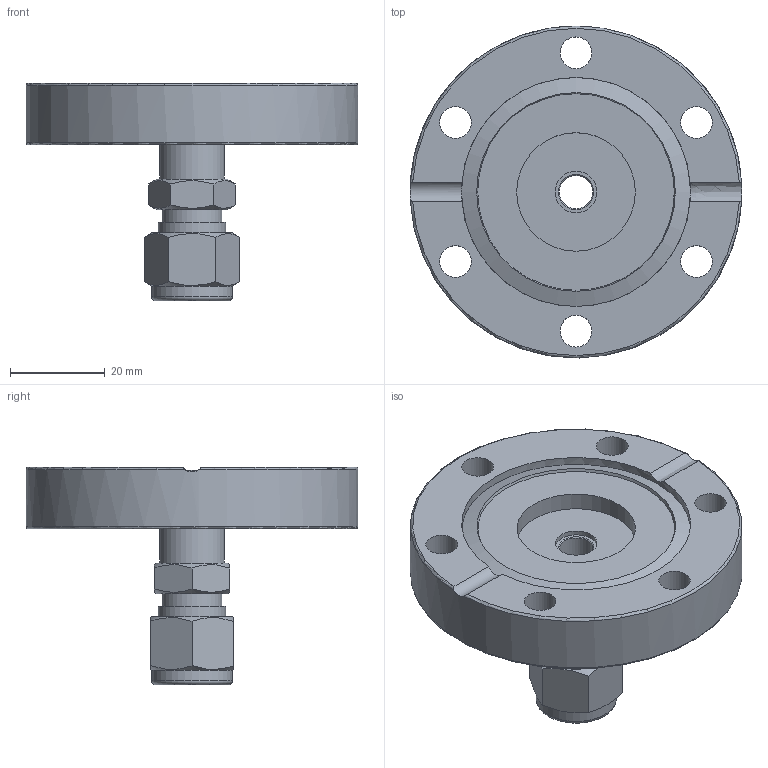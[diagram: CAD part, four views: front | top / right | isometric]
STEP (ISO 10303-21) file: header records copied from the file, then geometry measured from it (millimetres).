
FILE_DESCRIPTION((''),'2;1');
FILE_NAME('F35SWA9-304.stp','2009-04-15T14:55:52',('hasers'),(''),'Autodesk Inventor 2008','Autodesk Inventor 2008','');
FILE_SCHEMA(('AUTOMOTIVE_DESIGN { 1 0 10303 214 1 1 1 1 }'));
Length unit declared in the file: millimetre
Products named in the file (3): F35SWA9-304; CF-07 [Keywords [Summary]=1.4301][Company [Summary]=Vacom][Title [Summary]=F35]_7; SW-38INCH-TU13MM
Assembly tree (2 placements, depth 2):
  F35SWA9-304
    CF-07 [Keywords [Summary]=1.4301][Company [Summary]=Vacom][Title [Summary]=F35]_7
    SW-38INCH-TU13MM
Bounding box: 70 x 70 x 45.87 mm (x, y, z)
Volume: 47737.6 mm3; surface area: 16072.2 mm2
Topology: 2 solids, 2 shells, 59 faces, 137 edges, 90 vertices
Faces by surface type: plane 25, cylinder 11, bspline 10, cone 9, torus 4
Full cylindrical faces by diameter (mm): 7.05 x1, 7.11 x1, 9.52 x1, 12.65 x1, 13.7 x1, 14.2 x1, 17 x1, 25 x1, 48.3 x1, 70 x1
Entity records: 1980 total; most frequent: CARTESIAN_POINT 750, DIRECTION 224, ORIENTED_EDGE 196, EDGE_LOOP 112, AXIS2_PLACEMENT_3D 104, EDGE_CURVE 98, VERTEX_POINT 80, FACE_OUTER_BOUND 59
